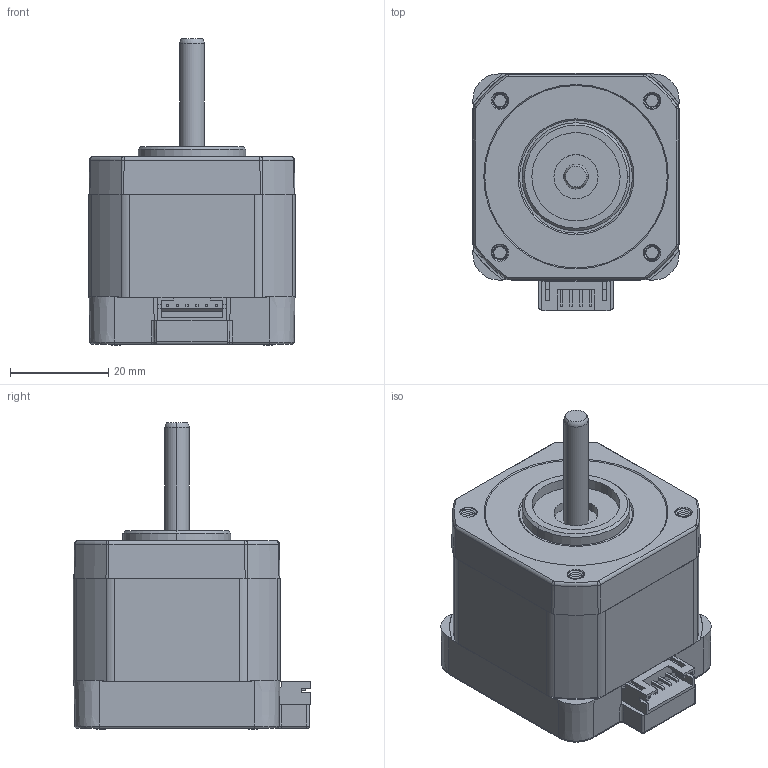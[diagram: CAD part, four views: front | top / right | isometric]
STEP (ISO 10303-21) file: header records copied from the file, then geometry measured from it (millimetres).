
FILE_DESCRIPTION(('Creo Elements/Direct Modeling STEP Export'),'2;1');
FILE_NAME('KV4239.stp','2016-11-09T16:46:33',(''),(''),'PTC Creo Elements/Direct Modeling STEP processor for AP214 (Solid Model)','PTC Creo Elements/Direct Modeling 19.0B 21-Mar-2015 (C) Parametric Technology GmbH','');
FILE_SCHEMA(('AUTOMOTIVE_DESIGN { 1 0 10303 214 1 1 1 1 }'));
Length unit declared in the file: millimetre
Products named in the file (2): p1; Skin_Group1
Bounding box: 42.2 x 48.35 x 62.46 mm (x, y, z)
Volume: 64881.2 mm3; surface area: 11395.9 mm2
Topology: 1 solids, 1 shells, 354 faces, 935 edges, 603 vertices
Faces by surface type: plane 164, cylinder 96, cone 40, sphere 18, bspline 18, torus 14, extrusion 4
Entity records: 17982 total; most frequent: CARTESIAN_POINT 6528, ORIENTED_EDGE 1866, DIRECTION 1768, EDGE_CURVE 933, AXIS2_PLACEMENT_3D 635, VERTEX_POINT 603, VECTOR 498, LINE 494
